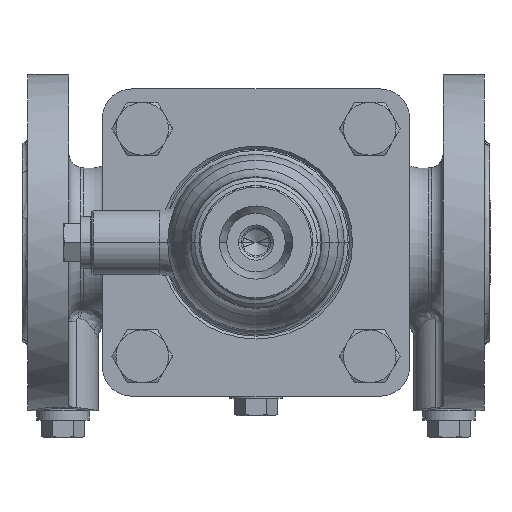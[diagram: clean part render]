
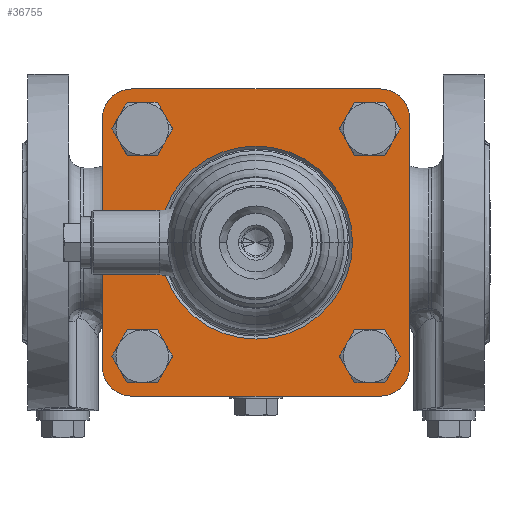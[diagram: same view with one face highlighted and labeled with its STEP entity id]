
A CAD part, front view. The second image highlights one B-rep face of the part: STEP entity #36755.
In plain terms, the highlighted planar face has unit normal (0, -1, 0).
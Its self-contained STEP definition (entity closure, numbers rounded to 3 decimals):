
#36306=CARTESIAN_POINT('',(-42.5,0.,42.5));
#36307=DIRECTION('',(0.,-1.,0.));
#36308=DIRECTION('',(0.,0.,1.));
#36309=AXIS2_PLACEMENT_3D('',#36306,#36307,#36308);
#36311=DIRECTION('',(1.,0.,0.));
#36312=VECTOR('',#36311,85.);
#36313=CARTESIAN_POINT('',(-42.5,0.,52.5));
#36314=LINE('',#36313,#36312);
#36315=CARTESIAN_POINT('',(42.5,0.,42.5));
#36316=DIRECTION('',(0.,-1.,0.));
#36317=DIRECTION('',(1.,0.,0.));
#36318=AXIS2_PLACEMENT_3D('',#36315,#36316,#36317);
#36320=DIRECTION('',(0.,0.,-1.));
#36321=VECTOR('',#36320,85.);
#36322=CARTESIAN_POINT('',(52.5,0.,42.5));
#36323=LINE('',#36322,#36321);
#36324=CARTESIAN_POINT('',(42.5,0.,-42.5));
#36325=DIRECTION('',(0.,-1.,0.));
#36326=DIRECTION('',(0.,0.,-1.));
#36327=AXIS2_PLACEMENT_3D('',#36324,#36325,#36326);
#36329=DIRECTION('',(-1.,0.,0.));
#36330=VECTOR('',#36329,85.);
#36331=CARTESIAN_POINT('',(42.5,0.,-52.5));
#36332=LINE('',#36331,#36330);
#36333=CARTESIAN_POINT('',(-42.5,0.,-42.5));
#36334=DIRECTION('',(0.,-1.,0.));
#36335=DIRECTION('',(-1.,0.,0.));
#36336=AXIS2_PLACEMENT_3D('',#36333,#36334,#36335);
#36338=DIRECTION('',(0.,0.,1.));
#36339=VECTOR('',#36338,85.);
#36340=CARTESIAN_POINT('',(-52.5,0.,-42.5));
#36341=LINE('',#36340,#36339);
#36342=CARTESIAN_POINT('',(0.,0.,
0.));
#36343=DIRECTION('',(0.,1.,0.));
#36344=DIRECTION('',(1.,0.,0.));
#36345=AXIS2_PLACEMENT_3D('',#36342,#36343,#36344);
#36347=CARTESIAN_POINT('',(0.,0.,
0.));
#36348=DIRECTION('',(0.,1.,0.));
#36349=DIRECTION('',(-1.,0.,0.));
#36350=AXIS2_PLACEMENT_3D('',#36347,#36348,#36349);
#36352=CARTESIAN_POINT('',(-38.891,0.,38.891));
#36353=DIRECTION('',(0.,-1.,0.));
#36354=DIRECTION('',(1.,0.,0.));
#36355=AXIS2_PLACEMENT_3D('',#36352,#36353,#36354);
#36357=CARTESIAN_POINT('',(-38.891,0.,38.891));
#36358=DIRECTION('',(0.,-1.,0.));
#36359=DIRECTION('',(-1.,0.,0.));
#36360=AXIS2_PLACEMENT_3D('',#36357,#36358,#36359);
#36362=CARTESIAN_POINT('',(38.891,0.,38.891));
#36363=DIRECTION('',(0.,-1.,0.));
#36364=DIRECTION('',(1.,0.,0.));
#36365=AXIS2_PLACEMENT_3D('',#36362,#36363,#36364);
#36367=CARTESIAN_POINT('',(38.891,0.,38.891));
#36368=DIRECTION('',(0.,-1.,0.));
#36369=DIRECTION('',(-1.,0.,0.));
#36370=AXIS2_PLACEMENT_3D('',#36367,#36368,#36369);
#36372=CARTESIAN_POINT('',(38.891,0.,-38.891));
#36373=DIRECTION('',(0.,-1.,0.));
#36374=DIRECTION('',(1.,0.,0.));
#36375=AXIS2_PLACEMENT_3D('',#36372,#36373,#36374);
#36377=CARTESIAN_POINT('',(38.891,0.,-38.891));
#36378=DIRECTION('',(0.,-1.,0.));
#36379=DIRECTION('',(-1.,0.,0.));
#36380=AXIS2_PLACEMENT_3D('',#36377,#36378,#36379);
#36382=CARTESIAN_POINT('',(-38.891,0.,-38.891));
#36383=DIRECTION('',(0.,-1.,0.));
#36384=DIRECTION('',(1.,0.,0.));
#36385=AXIS2_PLACEMENT_3D('',#36382,#36383,#36384);
#36387=CARTESIAN_POINT('',(-38.891,0.,-38.891));
#36388=DIRECTION('',(0.,-1.,0.));
#36389=DIRECTION('',(-1.,0.,0.));
#36390=AXIS2_PLACEMENT_3D('',#36387,#36388,#36389);
#36622=CARTESIAN_POINT('',(-42.5,0.,52.5));
#36623=CARTESIAN_POINT('',(-52.5,0.,42.5));
#36624=VERTEX_POINT('',#36622);
#36625=VERTEX_POINT('',#36623);
#36630=CARTESIAN_POINT('',(52.5,0.,42.5));
#36631=CARTESIAN_POINT('',(42.5,0.,52.5));
#36632=VERTEX_POINT('',#36630);
#36633=VERTEX_POINT('',#36631);
#36638=CARTESIAN_POINT('',(42.5,0.,-52.5));
#36639=CARTESIAN_POINT('',(52.5,0.,-42.5));
#36640=VERTEX_POINT('',#36638);
#36641=VERTEX_POINT('',#36639);
#36646=CARTESIAN_POINT('',(-52.5,0.,-42.5));
#36647=CARTESIAN_POINT('',(-42.5,0.,-52.5));
#36648=VERTEX_POINT('',#36646);
#36649=VERTEX_POINT('',#36647);
#36662=CARTESIAN_POINT('',(33.,0.,0.));
#36663=CARTESIAN_POINT('',(-33.,0.,
0.));
#36664=VERTEX_POINT('',#36662);
#36665=VERTEX_POINT('',#36663);
#36670=CARTESIAN_POINT('',(-31.891,0.,38.891));
#36671=CARTESIAN_POINT('',(-45.891,0.,38.891));
#36672=VERTEX_POINT('',#36670);
#36673=VERTEX_POINT('',#36671);
#36678=CARTESIAN_POINT('',(45.891,0.,38.891));
#36679=CARTESIAN_POINT('',(31.891,0.,38.891));
#36680=VERTEX_POINT('',#36678);
#36681=VERTEX_POINT('',#36679);
#36686=CARTESIAN_POINT('',(45.891,0.,-38.891));
#36687=CARTESIAN_POINT('',(31.891,0.,-38.891));
#36688=VERTEX_POINT('',#36686);
#36689=VERTEX_POINT('',#36687);
#36694=CARTESIAN_POINT('',(-31.891,0.,-38.891));
#36695=CARTESIAN_POINT('',(-45.891,0.,-38.891));
#36696=VERTEX_POINT('',#36694);
#36697=VERTEX_POINT('',#36695);
#36702=CARTESIAN_POINT('',(0.,0.,0.));
#36703=DIRECTION('',(0.,1.,0.));
#36704=DIRECTION('',(1.,0.,0.));
#36705=AXIS2_PLACEMENT_3D('',#36702,#36703,#36704);
#36706=PLANE('',#36705);
#36708=ORIENTED_EDGE('',*,*,#36707,.F.);
#36710=ORIENTED_EDGE('',*,*,#36709,.T.);
#36712=ORIENTED_EDGE('',*,*,#36711,.F.);
#36714=ORIENTED_EDGE('',*,*,#36713,.T.);
#36716=ORIENTED_EDGE('',*,*,#36715,.F.);
#36718=ORIENTED_EDGE('',*,*,#36717,.T.);
#36720=ORIENTED_EDGE('',*,*,#36719,.F.);
#36722=ORIENTED_EDGE('',*,*,#36721,.T.);
#36723=EDGE_LOOP('',(#36708,#36710,#36712,#36714,#36716,#36718,#36720,#36722));
#36724=FACE_OUTER_BOUND('',#36723,.F.);
#36726=ORIENTED_EDGE('',*,*,#36725,.F.);
#36728=ORIENTED_EDGE('',*,*,#36727,.F.);
#36729=EDGE_LOOP('',(#36726,#36728));
#36730=FACE_BOUND('',#36729,.F.);
#36732=ORIENTED_EDGE('',*,*,#36731,.T.);
#36734=ORIENTED_EDGE('',*,*,#36733,.T.);
#36735=EDGE_LOOP('',(#36732,#36734));
#36736=FACE_BOUND('',#36735,.F.);
#36738=ORIENTED_EDGE('',*,*,#36737,.T.);
#36740=ORIENTED_EDGE('',*,*,#36739,.T.);
#36741=EDGE_LOOP('',(#36738,#36740));
#36742=FACE_BOUND('',#36741,.F.);
#36744=ORIENTED_EDGE('',*,*,#36743,.T.);
#36746=ORIENTED_EDGE('',*,*,#36745,.T.);
#36747=EDGE_LOOP('',(#36744,#36746));
#36748=FACE_BOUND('',#36747,.F.);
#36750=ORIENTED_EDGE('',*,*,#36749,.T.);
#36752=ORIENTED_EDGE('',*,*,#36751,.T.);
#36753=EDGE_LOOP('',(#36750,#36752));
#36754=FACE_BOUND('',#36753,.F.);
#36755=ADVANCED_FACE('',(#36724,#36730,#36736,#36742,#36748,#36754),#36706,.F.);
#36310=CIRCLE('',#36309,10.);
#36319=CIRCLE('',#36318,10.);
#36328=CIRCLE('',#36327,10.);
#36337=CIRCLE('',#36336,10.);
#36346=CIRCLE('',#36345,33.);
#36351=CIRCLE('',#36350,33.);
#36356=CIRCLE('',#36355,7.);
#36361=CIRCLE('',#36360,7.);
#36366=CIRCLE('',#36365,7.);
#36371=CIRCLE('',#36370,7.);
#36376=CIRCLE('',#36375,7.);
#36381=CIRCLE('',#36380,7.);
#36386=CIRCLE('',#36385,7.);
#36391=CIRCLE('',#36390,7.);
#36707=EDGE_CURVE('',#36624,#36625,#36310,.T.);
#36709=EDGE_CURVE('',#36624,#36633,#36314,.T.);
#36711=EDGE_CURVE('',#36632,#36633,#36319,.T.);
#36713=EDGE_CURVE('',#36632,#36641,#36323,.T.);
#36715=EDGE_CURVE('',#36640,#36641,#36328,.T.);
#36717=EDGE_CURVE('',#36640,#36649,#36332,.T.);
#36719=EDGE_CURVE('',#36648,#36649,#36337,.T.);
#36721=EDGE_CURVE('',#36648,#36625,#36341,.T.);
#36725=EDGE_CURVE('',#36664,#36665,#36346,.T.);
#36727=EDGE_CURVE('',#36665,#36664,#36351,.T.);
#36731=EDGE_CURVE('',#36672,#36673,#36356,.T.);
#36733=EDGE_CURVE('',#36673,#36672,#36361,.T.);
#36737=EDGE_CURVE('',#36680,#36681,#36366,.T.);
#36739=EDGE_CURVE('',#36681,#36680,#36371,.T.);
#36743=EDGE_CURVE('',#36688,#36689,#36376,.T.);
#36745=EDGE_CURVE('',#36689,#36688,#36381,.T.);
#36749=EDGE_CURVE('',#36696,#36697,#36386,.T.);
#36751=EDGE_CURVE('',#36697,#36696,#36391,.T.);
